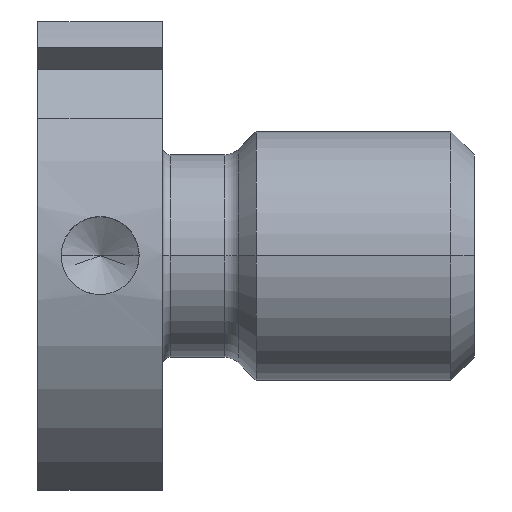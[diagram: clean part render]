
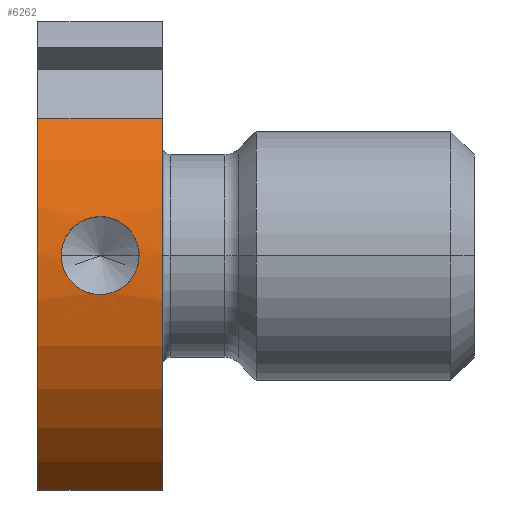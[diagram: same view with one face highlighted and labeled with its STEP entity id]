
A CAD part, top view. The second image highlights one B-rep face of the part: STEP entity #6262.
In plain terms, the highlighted cylindrical face has radius 17.5 mm (diameter 35 mm), a partial arc.
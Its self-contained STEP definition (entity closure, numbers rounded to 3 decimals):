
#121=DIRECTION('',(1.,0.,0.));
#122=VECTOR('',#121,8.);
#123=CARTESIAN_POINT('',(0.,8.784,15.136));
#124=LINE('',#123,#122);
#135=CARTESIAN_POINT('',(8.,0.,0.));
#136=DIRECTION('',(1.,0.,0.));
#137=DIRECTION('',(0.,0.502,0.865));
#138=AXIS2_PLACEMENT_3D('',#135,#136,#137);
#140=CARTESIAN_POINT('',(0.,0.,0.));
#141=DIRECTION('',(-1.,0.,0.));
#142=DIRECTION('',(0.,-0.857,0.515));
#143=AXIS2_PLACEMENT_3D('',#140,#141,#142);
#165=CARTESIAN_POINT('',(1.5,0.,17.5));
#166=CARTESIAN_POINT('',(1.5,0.242,17.5));
#167=CARTESIAN_POINT('',(1.567,0.705,17.49));
#168=CARTESIAN_POINT('',(1.865,1.367,17.45));
#169=CARTESIAN_POINT('',(2.342,1.916,17.397));
#170=CARTESIAN_POINT('',(2.944,2.304,17.349));
#171=CARTESIAN_POINT('',(3.645,2.509,17.319));
#172=CARTESIAN_POINT('',(4.357,2.509,17.319));
#173=CARTESIAN_POINT('',(5.057,2.303,17.349));
#174=CARTESIAN_POINT('',(5.659,1.915,17.397));
#175=CARTESIAN_POINT('',(6.136,1.366,17.45));
#176=CARTESIAN_POINT('',(6.433,0.704,17.49));
#177=CARTESIAN_POINT('',(6.5,0.241,17.5));
#178=CARTESIAN_POINT('',(6.5,0.,17.5));
#180=CARTESIAN_POINT('',(6.5,0.,17.5));
#181=CARTESIAN_POINT('',(6.5,-0.242,17.5));
#182=CARTESIAN_POINT('',(6.433,-0.705,17.49));
#183=CARTESIAN_POINT('',(6.135,-1.367,17.45));
#184=CARTESIAN_POINT('',(5.658,-1.916,17.397));
#185=CARTESIAN_POINT('',(5.056,-2.304,17.349));
#186=CARTESIAN_POINT('',(4.355,-2.509,17.319));
#187=CARTESIAN_POINT('',(3.643,-2.509,17.319));
#188=CARTESIAN_POINT('',(2.943,-2.303,17.349));
#189=CARTESIAN_POINT('',(2.341,-1.915,17.397));
#190=CARTESIAN_POINT('',(1.864,-1.366,17.45));
#191=CARTESIAN_POINT('',(1.567,-0.704,17.49));
#192=CARTESIAN_POINT('',(1.5,-0.241,17.5));
#193=CARTESIAN_POINT('',(1.5,0.,17.5));
#1689=DIRECTION('',(1.,0.,0.));
#1690=VECTOR('',#1689,8.);
#1691=CARTESIAN_POINT('',(0.,-15.,9.014));
#1692=LINE('',#1691,#1690);
#4576=CARTESIAN_POINT('',(8.,-15.,9.014));
#4578=VERTEX_POINT('',#4576);
#4584=CARTESIAN_POINT('',(0.,-15.,9.014));
#4586=VERTEX_POINT('',#4584);
#4591=CARTESIAN_POINT('',(8.,8.784,15.136));
#4593=VERTEX_POINT('',#4591);
#4605=CARTESIAN_POINT('',(0.,8.784,15.136));
#4606=VERTEX_POINT('',#4605);
#4627=VERTEX_POINT('',#165);
#4628=VERTEX_POINT('',#178);
#6243=CARTESIAN_POINT('',(-1.4,0.,0.));
#6244=DIRECTION('',(1.,0.,0.));
#6245=DIRECTION('',(0.,0.,1.));
#6246=AXIS2_PLACEMENT_3D('',#6243,#6244,#6245);
#6247=CYLINDRICAL_SURFACE('',#6246,17.5);
#6248=ORIENTED_EDGE('',*,*,#6221,.T.);
#6249=ORIENTED_EDGE('',*,*,#6172,.T.);
#6251=ORIENTED_EDGE('',*,*,#6250,.F.);
#6253=ORIENTED_EDGE('',*,*,#6252,.T.);
#6254=EDGE_LOOP('',(#6248,#6249,#6251,#6253));
#6255=FACE_OUTER_BOUND('',#6254,.F.);
#6257=ORIENTED_EDGE('',*,*,#6256,.F.);
#6259=ORIENTED_EDGE('',*,*,#6258,.F.);
#6260=EDGE_LOOP('',(#6257,#6259));
#6261=FACE_BOUND('',#6260,.F.);
#6262=ADVANCED_FACE('',(#6255,#6261),#6247,.T.);
#139=CIRCLE('',#138,17.5);
#144=CIRCLE('',#143,17.5);
#179=B_SPLINE_CURVE_WITH_KNOTS('',3,(#165,#166,#167,#168,#169,#170,#171,#172,
#173,#174,#175,#176,#177,#178),.UNSPECIFIED.,.F.,.F.,(4,1,1,1,1,1,1,1,1,1,1,4),(
0.,0.091,0.182,0.273,0.364,
0.455,0.545,0.636,0.727,
0.818,0.909,1.),.UNSPECIFIED.);
#194=B_SPLINE_CURVE_WITH_KNOTS('',3,(#180,#181,#182,#183,#184,#185,#186,#187,
#188,#189,#190,#191,#192,#193),.UNSPECIFIED.,.F.,.F.,(4,1,1,1,1,1,1,1,1,1,1,4),(
0.,0.091,0.182,0.273,0.364,
0.455,0.545,0.636,0.727,
0.818,0.909,1.),.UNSPECIFIED.);
#6172=EDGE_CURVE('',#4593,#4578,#139,.T.);
#6221=EDGE_CURVE('',#4606,#4593,#124,.T.);
#6250=EDGE_CURVE('',#4586,#4578,#1692,.T.);
#6252=EDGE_CURVE('',#4586,#4606,#144,.T.);
#6256=EDGE_CURVE('',#4627,#4628,#179,.T.);
#6258=EDGE_CURVE('',#4628,#4627,#194,.T.);
